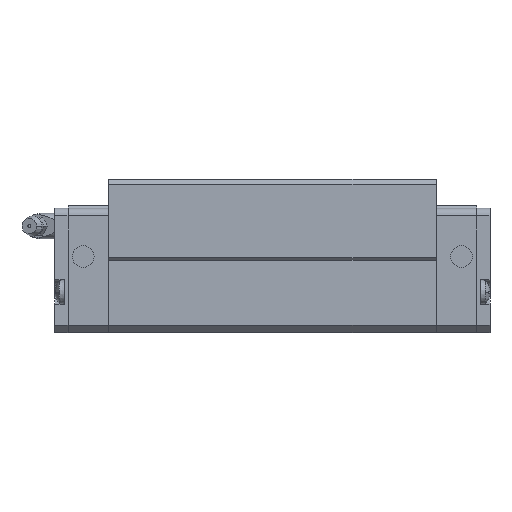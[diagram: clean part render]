
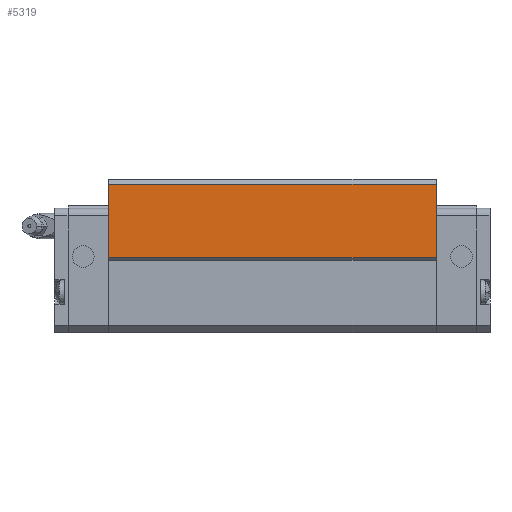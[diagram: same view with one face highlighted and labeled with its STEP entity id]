
A CAD part, front view. The second image highlights one B-rep face of the part: STEP entity #5319.
In plain terms, the highlighted planar face has unit normal (0, -1, 0).
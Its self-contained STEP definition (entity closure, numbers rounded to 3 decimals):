
#515 = VERTEX_POINT ( 'NONE', #10539 ) ;
#1393 = LINE ( 'NONE', #21552, #4276 ) ;
#1901 = VERTEX_POINT ( 'NONE', #5448 ) ;
#2276 = CARTESIAN_POINT ( 'NONE',  ( 21.2, -43., 58.5 ) ) ;
#2307 = ORIENTED_EDGE ( 'NONE', *, *, #4184, .T. ) ;
#2562 = ORIENTED_EDGE ( 'NONE', *, *, #21494, .F. ) ;
#2862 = VERTEX_POINT ( 'NONE', #12731 ) ;
#3164 = ORIENTED_EDGE ( 'NONE', *, *, #3336, .F. ) ;
#3336 = EDGE_CURVE ( 'NONE', #1901, #2862, #10353, .T. ) ;
#4184 = EDGE_CURVE ( 'NONE', #515, #14752, #1393, .T. ) ;
#4276 = VECTOR ( 'NONE', #25769, 1000. ) ;
#4926 = LINE ( 'NONE', #21104, #9678 ) ;
#5319 = ADVANCED_FACE ( 'NONE', ( #17418 ), #15157, .T. ) ;
#5448 = CARTESIAN_POINT ( 'NONE',  ( 21.2, -43., 58.5 ) ) ;
#5799 = EDGE_LOOP ( 'NONE', ( #2562, #2307, #22579, #3164 ) ) ;
#9063 = DIRECTION ( 'NONE',  ( 0., 0., -1. ) ) ;
#9678 = VECTOR ( 'NONE', #15130, 1000. ) ;
#10353 = LINE ( 'NONE', #2276, #12279 ) ;
#10487 = DIRECTION ( 'NONE',  ( 1., 0., 0. ) ) ;
#10539 = CARTESIAN_POINT ( 'NONE',  ( 21.2, -43., 29.5 ) ) ;
#10982 = CARTESIAN_POINT ( 'NONE',  ( 150., -43., 29.5 ) ) ;
#11589 = AXIS2_PLACEMENT_3D ( 'NONE', #15032, #19155, #9063 ) ;
#12279 = VECTOR ( 'NONE', #10487, 1000. ) ;
#12629 = DIRECTION ( 'NONE',  ( 0., 0., 1. ) ) ;
#12731 = CARTESIAN_POINT ( 'NONE',  ( 150., -43., 58.5 ) ) ;
#14752 = VERTEX_POINT ( 'NONE', #10982 ) ;
#14763 = LINE ( 'NONE', #19006, #24443 ) ;
#15032 = CARTESIAN_POINT ( 'NONE',  ( 21.2, -43., 29.5 ) ) ;
#15130 = DIRECTION ( 'NONE',  ( 0., 0., 1. ) ) ;
#15157 = PLANE ( 'NONE',  #11589 ) ;
#17418 = FACE_OUTER_BOUND ( 'NONE', #5799, .T. ) ;
#19006 = CARTESIAN_POINT ( 'NONE',  ( 21.2, -43., 30.699 ) ) ;
#19155 = DIRECTION ( 'NONE',  ( 0., -1., 0. ) ) ;
#19399 = EDGE_CURVE ( 'NONE', #14752, #2862, #4926, .T. ) ;
#21104 = CARTESIAN_POINT ( 'NONE',  ( 150., -43., 30.699 ) ) ;
#21494 = EDGE_CURVE ( 'NONE', #515, #1901, #14763, .T. ) ;
#21552 = CARTESIAN_POINT ( 'NONE',  ( 21.2, -43., 29.5 ) ) ;
#22579 = ORIENTED_EDGE ( 'NONE', *, *, #19399, .T. ) ;
#24443 = VECTOR ( 'NONE', #12629, 1000. ) ;
#25769 = DIRECTION ( 'NONE',  ( 1., 0., 0. ) ) ;
